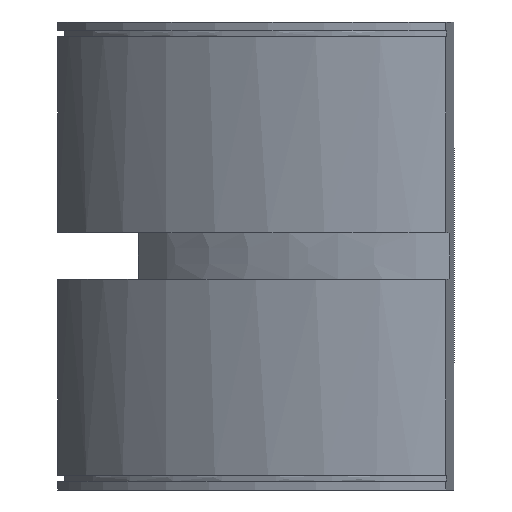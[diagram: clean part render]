
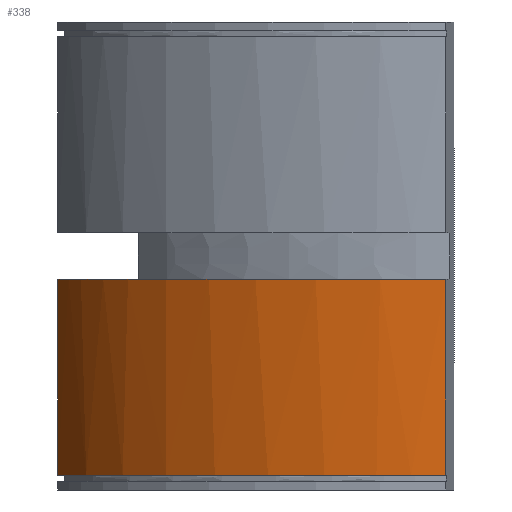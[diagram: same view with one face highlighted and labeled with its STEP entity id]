
A CAD part, front view. The second image highlights one B-rep face of the part: STEP entity #338.
In plain terms, the highlighted free-form (B-spline) face has degree [3, 1] with [16, 2] control points.
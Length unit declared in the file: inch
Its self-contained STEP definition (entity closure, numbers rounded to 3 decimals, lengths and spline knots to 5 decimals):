
#18=B_SPLINE_SURFACE_WITH_KNOTS('',3,1,((#615,#616),(#617,#618),(#619,#620),
(#621,#622),(#623,#624),(#625,#626),(#627,#628),(#629,#630),(#631,#632),
(#633,#634),(#635,#636),(#637,#638),(#639,#640),(#641,#642),(#643,#644),
(#645,#646)),.UNSPECIFIED.,.F.,.F.,.F.,(4,3,3,3,3,4),(2,2),(-4.71239,
-4.49282,-4.09684,-3.81043,-3.57002,
-3.49537),(0.,50.8),.UNSPECIFIED.);
#29=FACE_OUTER_BOUND('',#48,.T.);
#48=EDGE_LOOP('',(#261,#262,#263,#264));
#73=LINE('',#525,#98);
#98=VECTOR('',#395,0.3937);
#116=B_SPLINE_CURVE_WITH_KNOTS('',3,(#453,#454,#455,#456,#457,#458),
 .UNSPECIFIED.,.F.,.F.,(4,2,4),(-21.2725,-10.63625,0.),.UNSPECIFIED.);
#125=B_SPLINE_CURVE_WITH_KNOTS('',3,(#647,#648,#649,#650,#651,#652,#653,
#654,#655,#656,#657,#658,#659,#660,#661,#662),.UNSPECIFIED.,.F.,.F.,(4,
3,3,3,3,4),(-52.99079,-50.3992,-39.79274,-27.15716,
-9.68709,0.),.UNSPECIFIED.);
#126=B_SPLINE_CURVE_WITH_KNOTS('',3,(#663,#664,#665,#666,#667,#668,#669,
#670,#671,#672,#673,#674,#675,#676,#677,#678),.UNSPECIFIED.,.F.,.F.,(4,
3,3,3,3,4),(-53.41178,-43.77645,-26.39973,-13.83166,
-3.28187,-0.70413),.UNSPECIFIED.);
#142=VERTEX_POINT('',#450);
#143=VERTEX_POINT('',#452);
#155=VERTEX_POINT('',#521);
#157=VERTEX_POINT('',#524);
#176=EDGE_CURVE('',#143,#142,#116,.T.);
#190=EDGE_CURVE('',#155,#157,#73,.T.);
#208=EDGE_CURVE('',#142,#157,#125,.T.);
#209=EDGE_CURVE('',#155,#143,#126,.T.);
#261=ORIENTED_EDGE('',*,*,#176,.T.);
#262=ORIENTED_EDGE('',*,*,#208,.T.);
#263=ORIENTED_EDGE('',*,*,#190,.F.);
#264=ORIENTED_EDGE('',*,*,#209,.T.);
#338=ADVANCED_FACE('',(#29),#18,.T.);
#395=DIRECTION('',(0.,0.,-1.));
#450=CARTESIAN_POINT('',(467.03788,123.41584,-19.375));
#452=CARTESIAN_POINT('',(467.03788,123.41584,-11.));
#453=CARTESIAN_POINT('Ctrl Pts',(467.03788,123.41584,-11.));
#454=CARTESIAN_POINT('Ctrl Pts',(467.03788,123.41584,-12.39583));
#455=CARTESIAN_POINT('Ctrl Pts',(467.03788,123.41584,-13.79167));
#456=CARTESIAN_POINT('Ctrl Pts',(467.03788,123.41584,-16.58333));
#457=CARTESIAN_POINT('Ctrl Pts',(467.03788,123.41584,-17.97917));
#458=CARTESIAN_POINT('Ctrl Pts',(467.03788,123.41584,-19.375));
#521=CARTESIAN_POINT('',(483.62154,112.71228,-11.));
#524=CARTESIAN_POINT('',(483.62154,112.71228,-19.375));
#525=CARTESIAN_POINT('',(483.62154,112.71228,0.));
#615=CARTESIAN_POINT('Ctrl Pts',(483.62154,112.71228,0.));
#616=CARTESIAN_POINT('Ctrl Pts',(483.62154,112.71228,-20.));
#617=CARTESIAN_POINT('Ctrl Pts',(482.35171,112.7841,0.));
#618=CARTESIAN_POINT('Ctrl Pts',(482.35171,112.7841,-20.));
#619=CARTESIAN_POINT('Ctrl Pts',(481.0881,112.96638,0.));
#620=CARTESIAN_POINT('Ctrl Pts',(481.0881,112.96638,-20.));
#621=CARTESIAN_POINT('Ctrl Pts',(479.85205,113.2577,0.));
#622=CARTESIAN_POINT('Ctrl Pts',(479.85205,113.2577,-20.));
#623=CARTESIAN_POINT('Ctrl Pts',(477.62291,113.78308,0.));
#624=CARTESIAN_POINT('Ctrl Pts',(477.62291,113.78308,-20.));
#625=CARTESIAN_POINT('Ctrl Pts',(475.48211,114.66363,0.));
#626=CARTESIAN_POINT('Ctrl Pts',(475.48211,114.66363,-20.));
#627=CARTESIAN_POINT('Ctrl Pts',(473.56261,115.88618,0.));
#628=CARTESIAN_POINT('Ctrl Pts',(473.56261,115.88618,-20.));
#629=CARTESIAN_POINT('Ctrl Pts',(472.17429,116.77042,0.));
#630=CARTESIAN_POINT('Ctrl Pts',(472.17429,116.77042,-20.));
#631=CARTESIAN_POINT('Ctrl Pts',(470.90163,117.8342,0.));
#632=CARTESIAN_POINT('Ctrl Pts',(470.90163,117.8342,-20.));
#633=CARTESIAN_POINT('Ctrl Pts',(469.80611,119.06375,0.));
#634=CARTESIAN_POINT('Ctrl Pts',(469.80611,119.06375,-20.));
#635=CARTESIAN_POINT('Ctrl Pts',(468.88652,120.09585,0.));
#636=CARTESIAN_POINT('Ctrl Pts',(468.88652,120.09585,-20.));
#637=CARTESIAN_POINT('Ctrl Pts',(468.09223,121.24535,0.));
#638=CARTESIAN_POINT('Ctrl Pts',(468.09223,121.24535,-20.));
#639=CARTESIAN_POINT('Ctrl Pts',(467.46609,122.48861,0.));
#640=CARTESIAN_POINT('Ctrl Pts',(467.46609,122.48861,-20.));
#641=CARTESIAN_POINT('Ctrl Pts',(467.27167,122.87466,0.));
#642=CARTESIAN_POINT('Ctrl Pts',(467.27167,122.87466,-20.));
#643=CARTESIAN_POINT('Ctrl Pts',(467.09349,123.26953,0.));
#644=CARTESIAN_POINT('Ctrl Pts',(467.09349,123.26953,-20.));
#645=CARTESIAN_POINT('Ctrl Pts',(466.93276,123.67219,0.));
#646=CARTESIAN_POINT('Ctrl Pts',(466.93276,123.67219,-20.));
#647=CARTESIAN_POINT('Ctrl Pts',(467.03788,123.41584,-19.375));
#648=CARTESIAN_POINT('Ctrl Pts',(467.17017,123.10164,-19.375));
#649=CARTESIAN_POINT('Ctrl Pts',(467.3131,122.79239,-19.375));
#650=CARTESIAN_POINT('Ctrl Pts',(467.46609,122.48861,-19.375));
#651=CARTESIAN_POINT('Ctrl Pts',(468.09223,121.24535,-19.375));
#652=CARTESIAN_POINT('Ctrl Pts',(468.88652,120.09585,-19.375));
#653=CARTESIAN_POINT('Ctrl Pts',(469.80611,119.06375,-19.375));
#654=CARTESIAN_POINT('Ctrl Pts',(470.90163,117.8342,-19.375));
#655=CARTESIAN_POINT('Ctrl Pts',(472.17429,116.77042,-19.375));
#656=CARTESIAN_POINT('Ctrl Pts',(473.56261,115.88618,-19.375));
#657=CARTESIAN_POINT('Ctrl Pts',(475.48211,114.66363,-19.375));
#658=CARTESIAN_POINT('Ctrl Pts',(477.62291,113.78308,-19.375));
#659=CARTESIAN_POINT('Ctrl Pts',(479.85205,113.2577,-19.375));
#660=CARTESIAN_POINT('Ctrl Pts',(481.0881,112.96638,-19.375));
#661=CARTESIAN_POINT('Ctrl Pts',(482.35171,112.7841,-19.375));
#662=CARTESIAN_POINT('Ctrl Pts',(483.62154,112.71228,-19.375));
#663=CARTESIAN_POINT('Ctrl Pts',(483.62154,112.71228,-11.));
#664=CARTESIAN_POINT('Ctrl Pts',(482.35171,112.7841,-11.));
#665=CARTESIAN_POINT('Ctrl Pts',(481.0881,112.96638,-11.));
#666=CARTESIAN_POINT('Ctrl Pts',(479.85205,113.2577,-11.));
#667=CARTESIAN_POINT('Ctrl Pts',(477.62291,113.78308,-11.));
#668=CARTESIAN_POINT('Ctrl Pts',(475.48211,114.66363,-11.));
#669=CARTESIAN_POINT('Ctrl Pts',(473.56261,115.88618,-11.));
#670=CARTESIAN_POINT('Ctrl Pts',(472.17429,116.77042,-11.));
#671=CARTESIAN_POINT('Ctrl Pts',(470.90163,117.8342,-11.));
#672=CARTESIAN_POINT('Ctrl Pts',(469.80611,119.06375,-11.));
#673=CARTESIAN_POINT('Ctrl Pts',(468.88652,120.09585,-11.));
#674=CARTESIAN_POINT('Ctrl Pts',(468.09223,121.24535,-11.));
#675=CARTESIAN_POINT('Ctrl Pts',(467.46609,122.48861,-11.));
#676=CARTESIAN_POINT('Ctrl Pts',(467.3131,122.79239,-11.));
#677=CARTESIAN_POINT('Ctrl Pts',(467.17017,123.10164,-11.));
#678=CARTESIAN_POINT('Ctrl Pts',(467.03788,123.41584,-11.));
